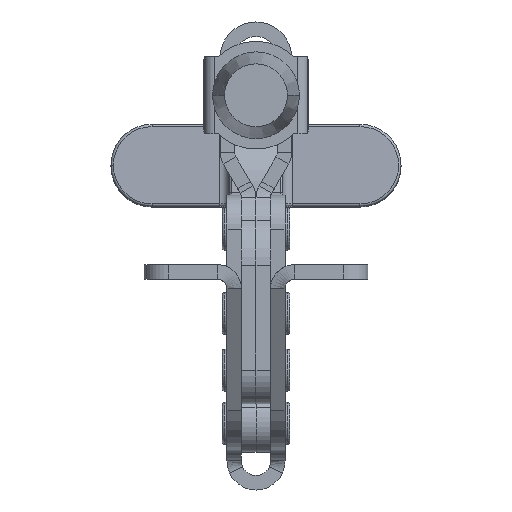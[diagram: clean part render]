
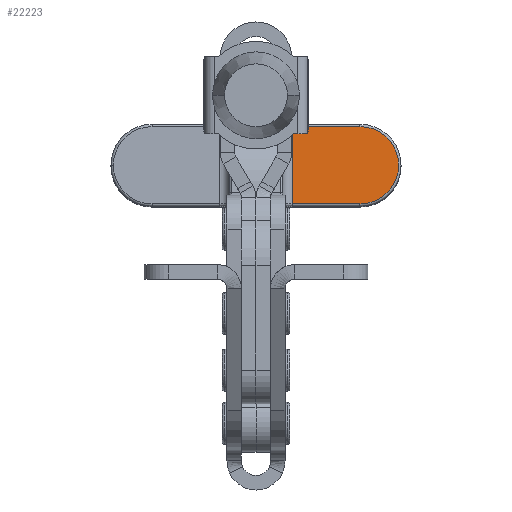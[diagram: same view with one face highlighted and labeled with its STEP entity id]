
A CAD part, left-side view. The second image highlights one B-rep face of the part: STEP entity #22223.
In plain terms, the highlighted face is planar.
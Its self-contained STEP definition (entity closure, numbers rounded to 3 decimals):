
#2256 = AXIS2_PLACEMENT_3D ( 'NONE', #8046, #8084, #8170 ) ;
#5471 = EDGE_CURVE ( 'NONE', #6276, #6261, #15009, .T. ) ;
#5483 = EDGE_CURVE ( 'NONE', #6261, #6271, #15016, .T. ) ;
#5485 = EDGE_CURVE ( 'NONE', #6271, #6255, #15017, .T. ) ;
#5486 = EDGE_CURVE ( 'NONE', #6255, #6276, #15019, .T. ) ;
#6255 = VERTEX_POINT ( 'NONE', #22051 ) ;
#6261 = VERTEX_POINT ( 'NONE', #22045 ) ;
#6271 = VERTEX_POINT ( 'NONE', #22035 ) ;
#6276 = VERTEX_POINT ( 'NONE', #22028 ) ;
#8037 = DIRECTION ( 'NONE',  ( 0., 0., -1. ) ) ;
#8046 = CARTESIAN_POINT ( 'NONE',  ( 8.5, -4., 51.5 ) ) ;
#8084 = DIRECTION ( 'NONE',  ( 0., -1., 0. ) ) ;
#8170 = DIRECTION ( 'NONE',  ( -1., 0., 0. ) ) ;
#8198 = CARTESIAN_POINT ( 'NONE',  ( 16.5, -4., 51.5 ) ) ;
#8211 = DIRECTION ( 'NONE',  ( 0., 0., 1. ) ) ;
#8223 = DIRECTION ( 'NONE',  ( 1., 0., 0. ) ) ;
#8229 = CARTESIAN_POINT ( 'NONE',  ( 0., -4., 37.5 ) ) ;
#9651 = AXIS2_PLACEMENT_3D ( 'NONE', #31557, #31565, #31566 ) ;
#9990 = CARTESIAN_POINT ( 'NONE',  ( 0.5, -4., 0. ) ) ;
#15009 = LINE ( 'NONE', #8229, #15010 ) ;
#15010 = VECTOR ( 'NONE', #8223, 1000. ) ;
#15016 = LINE ( 'NONE', #8198, #15018 ) ;
#15017 = CIRCLE ( 'NONE', #2256, 8. ) ;
#15018 = VECTOR ( 'NONE', #8211, 1000. ) ;
#15019 = LINE ( 'NONE', #9990, #15021 ) ;
#15021 = VECTOR ( 'NONE', #8037, 1000. ) ;
#22028 = CARTESIAN_POINT ( 'NONE',  ( 0.5, -4., 37.5 ) ) ;
#22035 = CARTESIAN_POINT ( 'NONE',  ( 16.5, -4., 51.5 ) ) ;
#22045 = CARTESIAN_POINT ( 'NONE',  ( 16.5, -4., 37.5 ) ) ;
#22051 = CARTESIAN_POINT ( 'NONE',  ( 0.5, -4., 51.5 ) ) ;
#22223 = ADVANCED_FACE ( 'NONE', ( #29654 ), #31562, .F. ) ;
#22520 = ORIENTED_EDGE ( 'NONE', *, *, #5483, .T. ) ;
#22595 = ORIENTED_EDGE ( 'NONE', *, *, #5485, .T. ) ;
#22878 = ORIENTED_EDGE ( 'NONE', *, *, #5471, .T. ) ;
#23016 = ORIENTED_EDGE ( 'NONE', *, *, #5486, .T. ) ;
#26001 = EDGE_LOOP ( 'NONE', ( #22878, #22520, #22595, #23016 ) ) ;
#29654 = FACE_OUTER_BOUND ( 'NONE', #26001, .T. ) ;
#31557 = CARTESIAN_POINT ( 'NONE',  ( 0., -4., 0. ) ) ;
#31562 = PLANE ( 'NONE',  #9651 ) ;
#31565 = DIRECTION ( 'NONE',  ( 0., 1., 0. ) ) ;
#31566 = DIRECTION ( 'NONE',  ( -1., 0., 0. ) ) ;
